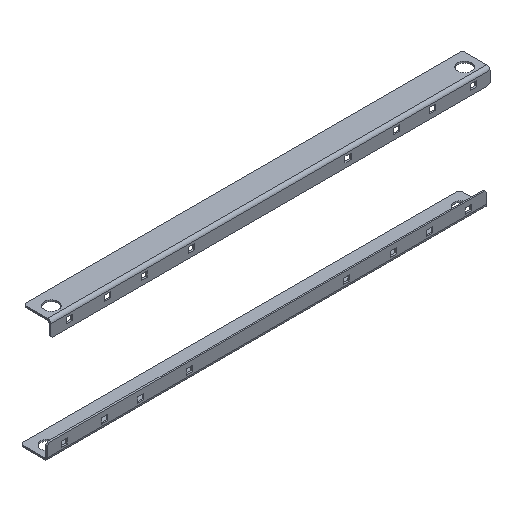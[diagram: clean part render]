
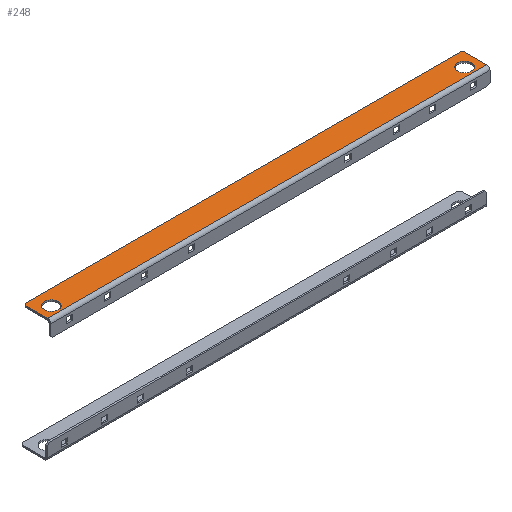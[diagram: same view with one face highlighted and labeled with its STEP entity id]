
A CAD part, isometric view. The second image highlights one B-rep face of the part: STEP entity #248.
In plain terms, the highlighted planar face has unit normal (0, 0, 1).
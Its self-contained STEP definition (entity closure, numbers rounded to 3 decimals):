
#248=ADVANCED_FACE('',(#524,#525,#526),#527,.T.);
#524=FACE_BOUND('',#880,.T.);
#525=FACE_BOUND('',#881,.T.);
#526=FACE_OUTER_BOUND('',#882,.T.);
#527=PLANE('',#883);
#880=EDGE_LOOP('',(#1404,#1405));
#881=EDGE_LOOP('',(#1406,#1407));
#882=EDGE_LOOP('',(#1408,#1409,#1410,#1411,#1412,#1413));
#883=AXIS2_PLACEMENT_3D('',#1414,#1415,#1416);
#1404=ORIENTED_EDGE('',*,*,#2103,.T.);
#1405=ORIENTED_EDGE('',*,*,#2242,.T.);
#1406=ORIENTED_EDGE('',*,*,#2098,.T.);
#1407=ORIENTED_EDGE('',*,*,#2243,.T.);
#1408=ORIENTED_EDGE('',*,*,#2236,.T.);
#1409=ORIENTED_EDGE('',*,*,#2244,.T.);
#1410=ORIENTED_EDGE('',*,*,#2245,.F.);
#1411=ORIENTED_EDGE('',*,*,#2246,.F.);
#1412=ORIENTED_EDGE('',*,*,#2247,.T.);
#1413=ORIENTED_EDGE('',*,*,#2238,.T.);
#1414=CARTESIAN_POINT('',(1100.0,38.25,300.0));
#1415=DIRECTION('',(-0.0,0.0,1.0));
#1416=DIRECTION('',(0.0,1.0,0.0));
#2098=EDGE_CURVE('',#2486,#2490,#2492,.T.);
#2103=EDGE_CURVE('',#2495,#2499,#2501,.T.);
#2236=EDGE_CURVE('',#2696,#2700,#2702,.T.);
#2238=EDGE_CURVE('',#2704,#2696,#2705,.T.);
#2242=EDGE_CURVE('',#2499,#2495,#2710,.T.);
#2243=EDGE_CURVE('',#2490,#2486,#2711,.T.);
#2244=EDGE_CURVE('',#2700,#2712,#2713,.T.);
#2245=EDGE_CURVE('',#2714,#2712,#2715,.T.);
#2246=EDGE_CURVE('',#2716,#2714,#2717,.T.);
#2247=EDGE_CURVE('',#2716,#2704,#2718,.T.);
#2486=VERTEX_POINT('',#3068);
#2490=VERTEX_POINT('',#3073);
#2492=CIRCLE('',#3076,17.5);
#2495=VERTEX_POINT('',#3079);
#2499=VERTEX_POINT('',#3084);
#2501=CIRCLE('',#3087,17.5);
#2696=VERTEX_POINT('',#3378);
#2700=VERTEX_POINT('',#3384);
#2702=LINE('',#3387,#3388);
#2704=VERTEX_POINT('',#3390);
#2705=LINE('',#3391,#3392);
#2710=CIRCLE('',#3399,17.5);
#2711=CIRCLE('',#3400,17.5);
#2712=VERTEX_POINT('',#3401);
#2713=LINE('',#3402,#3403);
#2714=VERTEX_POINT('',#3404);
#2715=LINE('',#3405,#3406);
#2716=VERTEX_POINT('',#3407);
#2717=LINE('',#3408,#3409);
#2718=LINE('',#3410,#3411);
#3068=CARTESIAN_POINT('',(1050.5,31.0,300.0));
#3073=CARTESIAN_POINT('',(1085.5,31.0,300.0));
#3076=AXIS2_PLACEMENT_3D('',#3917,#3918,#3919);
#3079=CARTESIAN_POINT('',(22.5,31.0,300.0));
#3084=CARTESIAN_POINT('',(57.5,31.0,300.0));
#3087=AXIS2_PLACEMENT_3D('',#3925,#3926,#3927);
#3378=CARTESIAN_POINT('',(13.0,68.5,300.0));
#3384=CARTESIAN_POINT('',(8.0,63.5,300.0));
#3387=CARTESIAN_POINT('',(276.455,331.955,300.0));
#3388=VECTOR('',#4027,1.0);
#3390=CARTESIAN_POINT('',(1095.0,68.5,300.0));
#3391=CARTESIAN_POINT('',(1100.0,68.5,300.0));
#3392=VECTOR('',#4028,1.0);
#3399=AXIS2_PLACEMENT_3D('',#4031,#4032,#4033);
#3400=AXIS2_PLACEMENT_3D('',#4034,#4035,#4036);
#3401=CARTESIAN_POINT('',(8.0,8.0,300.0));
#3402=CARTESIAN_POINT('',(8.0,68.5,300.0));
#3403=VECTOR('',#4037,1.0);
#3404=CARTESIAN_POINT('',(1100.0,8.0,300.0));
#3405=CARTESIAN_POINT('',(1100.0,8.0,300.0));
#3406=VECTOR('',#4038,1.0);
#3407=CARTESIAN_POINT('',(1100.0,63.5,300.0));
#3408=CARTESIAN_POINT('',(1100.0,68.5,300.0));
#3409=VECTOR('',#4039,1.0);
#3410=CARTESIAN_POINT('',(1104.545,58.955,300.0));
#3411=VECTOR('',#4040,1.0);
#3917=CARTESIAN_POINT('',(1068.0,31.0,300.0));
#3918=DIRECTION('',(0.0,0.0,-1.0));
#3919=DIRECTION('',(-1.0,0.0,0.0));
#3925=CARTESIAN_POINT('',(40.0,31.0,300.0));
#3926=DIRECTION('',(0.0,0.0,-1.0));
#3927=DIRECTION('',(-1.0,0.0,0.0));
#4027=DIRECTION('',(-0.707,-0.707,0.0));
#4028=DIRECTION('',(-1.0,0.0,0.0));
#4031=CARTESIAN_POINT('',(40.0,31.0,300.0));
#4032=DIRECTION('',(0.0,0.0,-1.0));
#4033=DIRECTION('',(-1.0,0.0,0.0));
#4034=CARTESIAN_POINT('',(1068.0,31.0,300.0));
#4035=DIRECTION('',(0.0,0.0,-1.0));
#4036=DIRECTION('',(-1.0,0.0,0.0));
#4037=DIRECTION('',(0.0,-1.0,0.0));
#4038=DIRECTION('',(-1.0,0.0,0.0));
#4039=DIRECTION('',(0.0,-1.0,0.0));
#4040=DIRECTION('',(-0.707,0.707,-0.0));
